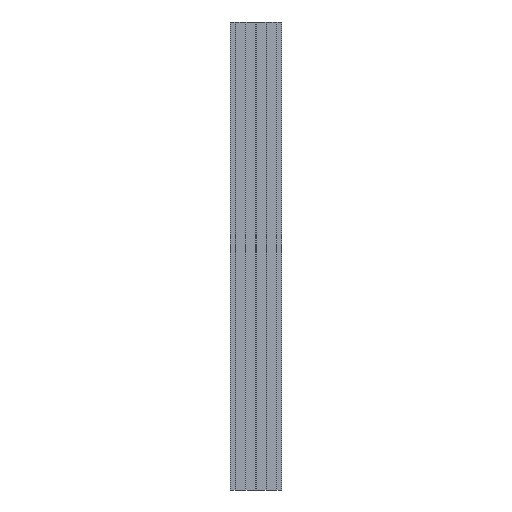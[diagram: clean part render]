
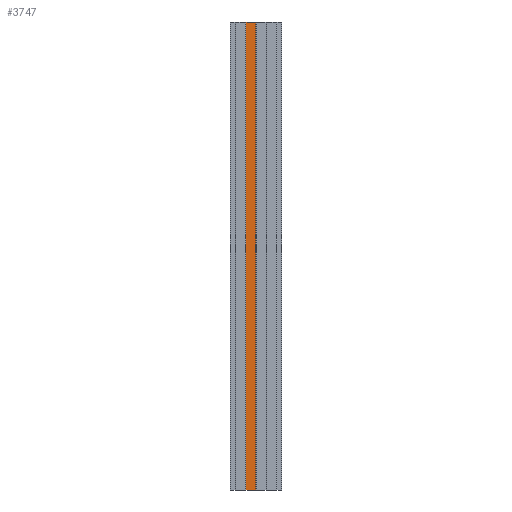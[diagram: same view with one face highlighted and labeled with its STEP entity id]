
A CAD part, front view. The second image highlights one B-rep face of the part: STEP entity #3747.
In plain terms, the highlighted planar face has unit normal (0, -1, 0).
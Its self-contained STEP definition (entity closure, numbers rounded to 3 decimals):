
#15 = DIRECTION ( 'NONE',  ( -1., 0., 0. ) ) ;
#337 = FACE_OUTER_BOUND ( 'NONE', #1753, .T. ) ;
#412 = VERTEX_POINT ( 'NONE', #4720 ) ;
#606 = VECTOR ( 'NONE', #3565, 1000. ) ;
#904 = VECTOR ( 'NONE', #2495, 1000. ) ;
#1490 = ORIENTED_EDGE ( 'NONE', *, *, #3889, .T. ) ;
#1681 = LINE ( 'NONE', #3606, #2529 ) ;
#1753 = EDGE_LOOP ( 'NONE', ( #5335, #1490, #2963, #4377 ) ) ;
#1776 = CARTESIAN_POINT ( 'NONE',  ( 0.544, 0., 0. ) ) ;
#2313 = DIRECTION ( 'NONE',  ( 0., 0., -1. ) ) ;
#2337 = CARTESIAN_POINT ( 'NONE',  ( 0.544, 0., -1000. ) ) ;
#2495 = DIRECTION ( 'NONE',  ( -1., 0., 0. ) ) ;
#2529 = VECTOR ( 'NONE', #5502, 1000. ) ;
#2618 = CARTESIAN_POINT ( 'NONE',  ( 21.456, 0., -1000. ) ) ;
#2692 = CARTESIAN_POINT ( 'NONE',  ( 0., 0., -1000. ) ) ;
#2956 = VERTEX_POINT ( 'NONE', #3822 ) ;
#2963 = ORIENTED_EDGE ( 'NONE', *, *, #3862, .F. ) ;
#2990 = CARTESIAN_POINT ( 'NONE',  ( 0., 0., 0. ) ) ;
#3004 = LINE ( 'NONE', #2618, #606 ) ;
#3369 = VECTOR ( 'NONE', #2313, 1000. ) ;
#3444 = AXIS2_PLACEMENT_3D ( 'NONE', #2692, #4497, #15 ) ;
#3565 = DIRECTION ( 'NONE',  ( 0., 0., -1. ) ) ;
#3583 = EDGE_CURVE ( 'NONE', #2956, #3769, #3993, .T. ) ;
#3606 = CARTESIAN_POINT ( 'NONE',  ( 0., 0., -1000. ) ) ;
#3747 = ADVANCED_FACE ( 'NONE', ( #337 ), #3937, .F. ) ;
#3769 = VERTEX_POINT ( 'NONE', #1776 ) ;
#3822 = CARTESIAN_POINT ( 'NONE',  ( 21.456, 0., 0. ) ) ;
#3862 = EDGE_CURVE ( 'NONE', #4336, #412, #1681, .T. ) ;
#3889 = EDGE_CURVE ( 'NONE', #3769, #412, #4964, .T. ) ;
#3937 = PLANE ( 'NONE',  #3444 ) ;
#3993 = LINE ( 'NONE', #2990, #904 ) ;
#4336 = VERTEX_POINT ( 'NONE', #4571 ) ;
#4377 = ORIENTED_EDGE ( 'NONE', *, *, #4641, .F. ) ;
#4497 = DIRECTION ( 'NONE',  ( 0., 1., 0. ) ) ;
#4571 = CARTESIAN_POINT ( 'NONE',  ( 21.456, 0., -1000. ) ) ;
#4641 = EDGE_CURVE ( 'NONE', #2956, #4336, #3004, .T. ) ;
#4720 = CARTESIAN_POINT ( 'NONE',  ( 0.544, 0., -1000. ) ) ;
#4964 = LINE ( 'NONE', #2337, #3369 ) ;
#5335 = ORIENTED_EDGE ( 'NONE', *, *, #3583, .T. ) ;
#5502 = DIRECTION ( 'NONE',  ( -1., 0., 0. ) ) ;
